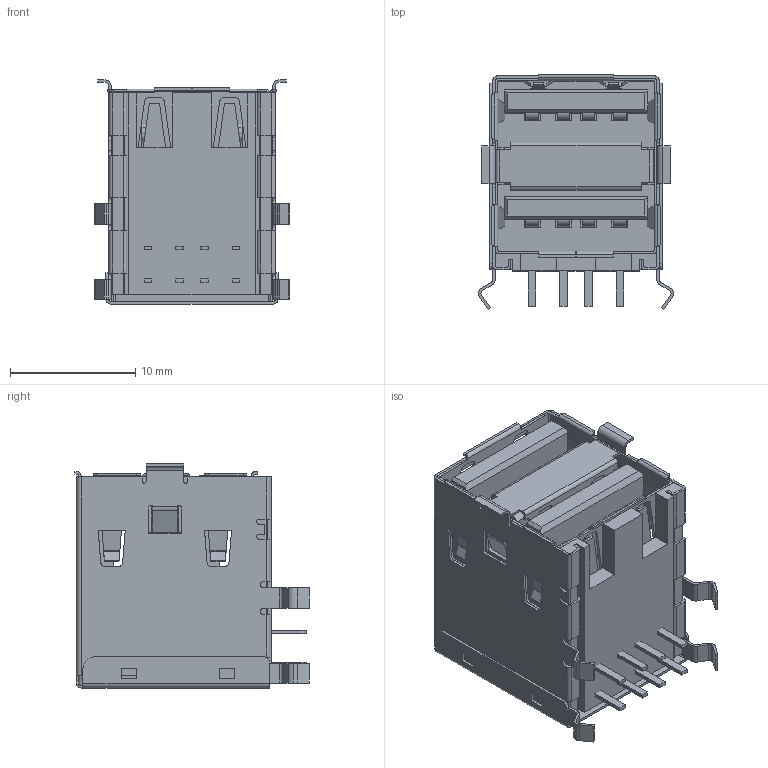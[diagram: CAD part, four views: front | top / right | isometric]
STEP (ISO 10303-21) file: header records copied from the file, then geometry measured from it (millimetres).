
FILE_DESCRIPTION (( 'STEP AP214' ), '1' );
FILE_NAME ('usb double.STEP', '2022-07-29T11:48:27', ( '' ), ( '' ), 'SwSTEP 2.0', 'SolidWorks 2018', '' );
FILE_SCHEMA (( 'AUTOMOTIVE_DESIGN' ));
Length unit declared in the file: millimetre
Products named in the file (1): usb double
Bounding box: 15.6 x 18.75 x 17.92 mm (x, y, z)
Volume: 2697.7 mm3; surface area: 6179.7 mm2
Topology: 4 solids, 4 shells, 948 faces, 2667 edges, 1734 vertices
Faces by surface type: plane 605, cylinder 307, bspline 36
Entity records: 31078 total; most frequent: CARTESIAN_POINT 6242, ORIENTED_EDGE 5334, DIRECTION 4955, EDGE_CURVE 2667, LINE 2029, VECTOR 2029, VERTEX_POINT 1734, AXIS2_PLACEMENT_3D 1463
